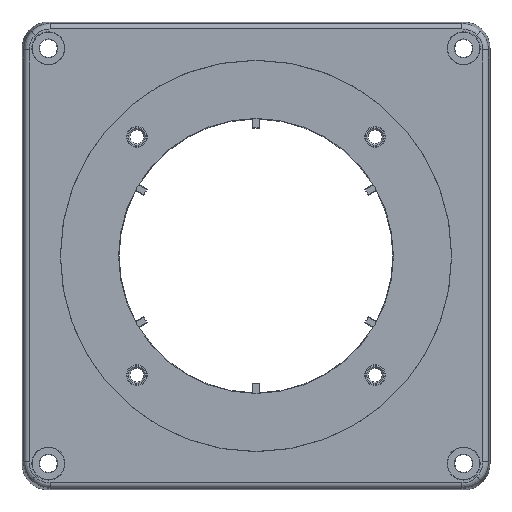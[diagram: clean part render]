
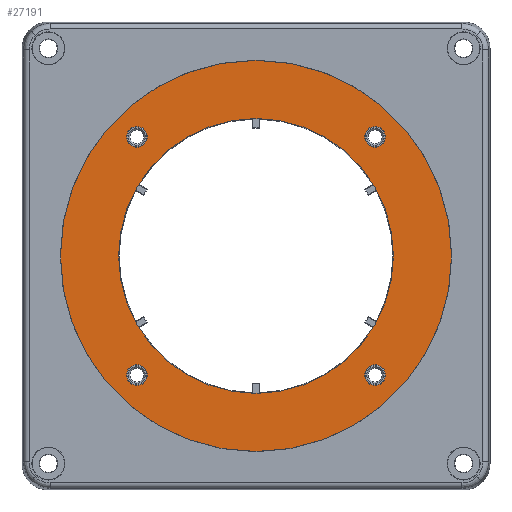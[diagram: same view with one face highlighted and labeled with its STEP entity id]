
A CAD part, top view. The second image highlights one B-rep face of the part: STEP entity #27191.
In plain terms, the highlighted planar face has unit normal (0, 0, 1).
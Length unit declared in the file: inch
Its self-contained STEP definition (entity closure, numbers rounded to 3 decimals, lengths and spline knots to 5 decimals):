
#1595 = DIRECTION ( 'NONE',  ( 1., 0., 0. ) ) ;
#2441 = CARTESIAN_POINT ( 'NONE',  ( 2.83668, 4.3717, 4.62007 ) ) ;
#2579 = DIRECTION ( 'NONE',  ( 0., 0., 1. ) ) ;
#3615 = CARTESIAN_POINT ( 'NONE',  ( 0.03654, 1.57155, 4.62007 ) ) ;
#4234 = AXIS2_PLACEMENT_3D ( 'NONE', #49753, #60544, #35584 ) ;
#4951 = DIRECTION ( 'NONE',  ( 1., 0., 0. ) ) ;
#5311 = DIRECTION ( 'NONE',  ( 1., 0., 0. ) ) ;
#5362 = CARTESIAN_POINT ( 'NONE',  ( 2.83668, 1.57155, 4.62007 ) ) ;
#5417 = EDGE_CURVE ( 'NONE', #61536, #57621, #11955, .T. ) ;
#6469 = CARTESIAN_POINT ( 'NONE',  ( -0.08509, 4.3717, 4.62007 ) ) ;
#6996 = CARTESIAN_POINT ( 'NONE',  ( 0.03654, 4.3717, 4.62007 ) ) ;
#7149 = VERTEX_POINT ( 'NONE', #6469 ) ;
#7283 = EDGE_CURVE ( 'NONE', #30470, #14501, #20832, .T. ) ;
#10199 = EDGE_CURVE ( 'NONE', #7149, #13229, #53449, .T. ) ;
#10335 = ORIENTED_EDGE ( 'NONE', *, *, #5417, .F. ) ;
#10960 = PLANE ( 'NONE',  #66493 ) ;
#11497 = CARTESIAN_POINT ( 'NONE',  ( 3.73525, 2.97163, 4.62007 ) ) ;
#11955 = CIRCLE ( 'NONE', #63727, 1.615 ) ;
#12282 = CARTESIAN_POINT ( 'NONE',  ( 2.83668, 4.3717, 4.62007 ) ) ;
#12791 = CARTESIAN_POINT ( 'NONE',  ( 2.71506, 1.57155, 4.62007 ) ) ;
#13229 = VERTEX_POINT ( 'NONE', #47220 ) ;
#13276 = DIRECTION ( 'NONE',  ( 1., 0., 0. ) ) ;
#14501 = VERTEX_POINT ( 'NONE', #20802 ) ;
#14858 = ORIENTED_EDGE ( 'NONE', *, *, #32493, .F. ) ;
#15504 = ORIENTED_EDGE ( 'NONE', *, *, #10199, .F. ) ;
#16453 = CARTESIAN_POINT ( 'NONE',  ( -0.86203, 2.97163, 4.62007 ) ) ;
#16524 = AXIS2_PLACEMENT_3D ( 'NONE', #41754, #51557, #5311 ) ;
#18663 = DIRECTION ( 'NONE',  ( 0., 0., 1. ) ) ;
#18937 = DIRECTION ( 'NONE',  ( 1., 0., 0. ) ) ;
#19518 = DIRECTION ( 'NONE',  ( 1., 0., 0. ) ) ;
#20193 = EDGE_LOOP ( 'NONE', ( #15504, #14858 ) ) ;
#20402 = CARTESIAN_POINT ( 'NONE',  ( 1.43661, 2.97163, 4.62007 ) ) ;
#20802 = CARTESIAN_POINT ( 'NONE',  ( 2.95831, 4.3717, 4.62007 ) ) ;
#20832 = CIRCLE ( 'NONE', #30562, 0.12163 ) ;
#21052 = VERTEX_POINT ( 'NONE', #21237 ) ;
#21237 = CARTESIAN_POINT ( 'NONE',  ( -0.08509, 1.57155, 4.62007 ) ) ;
#21249 = DIRECTION ( 'NONE',  ( 1., 0., 0. ) ) ;
#21408 = FACE_BOUND ( 'NONE', #65801, .T. ) ;
#21933 = CIRCLE ( 'NONE', #16524, 0.12163 ) ;
#23091 = DIRECTION ( 'NONE',  ( 1., 0., 0. ) ) ;
#23189 = VERTEX_POINT ( 'NONE', #43231 ) ;
#24273 = AXIS2_PLACEMENT_3D ( 'NONE', #43403, #63946, #1595 ) ;
#24308 = DIRECTION ( 'NONE',  ( 0., 0., 1. ) ) ;
#24464 = EDGE_CURVE ( 'NONE', #25974, #34020, #41592, .T. ) ;
#24482 = CIRCLE ( 'NONE', #41813, 1.615 ) ;
#24780 = CARTESIAN_POINT ( 'NONE',  ( 2.95831, 1.57155, 4.62007 ) ) ;
#24896 = EDGE_CURVE ( 'NONE', #14501, #30470, #36261, .T. ) ;
#25352 = CIRCLE ( 'NONE', #36186, 2.29864 ) ;
#25663 = ORIENTED_EDGE ( 'NONE', *, *, #24896, .F. ) ;
#25953 = DIRECTION ( 'NONE',  ( 0., 0., 1. ) ) ;
#25974 = VERTEX_POINT ( 'NONE', #11497 ) ;
#26067 = EDGE_LOOP ( 'NONE', ( #49745, #44191 ) ) ;
#26219 = DIRECTION ( 'NONE',  ( 1., 0., 0. ) ) ;
#26331 = CARTESIAN_POINT ( 'NONE',  ( -0.17839, 2.97163, 4.62007 ) ) ;
#27191 = ADVANCED_FACE ( 'NONE', ( #36692, #21408, #50847, #42076, #57269, #52201 ), #10960, .T. ) ;
#27516 = CIRCLE ( 'NONE', #65213, 0.12163 ) ;
#27901 = EDGE_LOOP ( 'NONE', ( #61064, #28323 ) ) ;
#27925 = DIRECTION ( 'NONE',  ( 0., 0., 1. ) ) ;
#28323 = ORIENTED_EDGE ( 'NONE', *, *, #47575, .T. ) ;
#28566 = DIRECTION ( 'NONE',  ( 0., 0., 1. ) ) ;
#28804 = CIRCLE ( 'NONE', #66514, 0.12163 ) ;
#29242 = DIRECTION ( 'NONE',  ( 1., 0., 0. ) ) ;
#30470 = VERTEX_POINT ( 'NONE', #31757 ) ;
#30562 = AXIS2_PLACEMENT_3D ( 'NONE', #12282, #18663, #13276 ) ;
#31735 = CARTESIAN_POINT ( 'NONE',  ( 1.43661, 2.97163, 4.62007 ) ) ;
#31757 = CARTESIAN_POINT ( 'NONE',  ( 2.71506, 4.3717, 4.62007 ) ) ;
#32493 = EDGE_CURVE ( 'NONE', #13229, #7149, #56798, .T. ) ;
#34020 = VERTEX_POINT ( 'NONE', #16453 ) ;
#34130 = EDGE_LOOP ( 'NONE', ( #41178, #10335 ) ) ;
#34904 = VERTEX_POINT ( 'NONE', #24780 ) ;
#35024 = EDGE_CURVE ( 'NONE', #58751, #34904, #50575, .T. ) ;
#35584 = DIRECTION ( 'NONE',  ( 1., 0., 0. ) ) ;
#35857 = DIRECTION ( 'NONE',  ( 0., 0., 1. ) ) ;
#36186 = AXIS2_PLACEMENT_3D ( 'NONE', #54777, #24308, #59468 ) ;
#36261 = CIRCLE ( 'NONE', #38429, 0.12163 ) ;
#36692 = FACE_BOUND ( 'NONE', #20193, .T. ) ;
#38429 = AXIS2_PLACEMENT_3D ( 'NONE', #2441, #25953, #19518 ) ;
#40334 = EDGE_CURVE ( 'NONE', #34904, #58751, #28804, .T. ) ;
#40729 = DIRECTION ( 'NONE',  ( 0., 0., 1. ) ) ;
#41178 = ORIENTED_EDGE ( 'NONE', *, *, #50570, .F. ) ;
#41592 = CIRCLE ( 'NONE', #24273, 2.29864 ) ;
#41754 = CARTESIAN_POINT ( 'NONE',  ( 0.03654, 1.57155, 4.62007 ) ) ;
#41779 = ORIENTED_EDGE ( 'NONE', *, *, #40334, .F. ) ;
#41813 = AXIS2_PLACEMENT_3D ( 'NONE', #64931, #2579, #23091 ) ;
#42076 = FACE_BOUND ( 'NONE', #59293, .T. ) ;
#43231 = CARTESIAN_POINT ( 'NONE',  ( 0.15817, 1.57155, 4.62007 ) ) ;
#43403 = CARTESIAN_POINT ( 'NONE',  ( 1.43661, 2.97163, 4.62007 ) ) ;
#44191 = ORIENTED_EDGE ( 'NONE', *, *, #63804, .F. ) ;
#46614 = EDGE_CURVE ( 'NONE', #21052, #23189, #21933, .T. ) ;
#47220 = CARTESIAN_POINT ( 'NONE',  ( 0.15817, 4.3717, 4.62007 ) ) ;
#47575 = EDGE_CURVE ( 'NONE', #34020, #25974, #25352, .T. ) ;
#49745 = ORIENTED_EDGE ( 'NONE', *, *, #46614, .F. ) ;
#49753 = CARTESIAN_POINT ( 'NONE',  ( 2.83668, 1.57155, 4.62007 ) ) ;
#50224 = CARTESIAN_POINT ( 'NONE',  ( 3.05161, 2.97163, 4.62007 ) ) ;
#50387 = CARTESIAN_POINT ( 'NONE',  ( 0.03654, 4.3717, 4.62007 ) ) ;
#50570 = EDGE_CURVE ( 'NONE', #57621, #61536, #24482, .T. ) ;
#50575 = CIRCLE ( 'NONE', #4234, 0.12163 ) ;
#50847 = FACE_BOUND ( 'NONE', #26067, .T. ) ;
#51557 = DIRECTION ( 'NONE',  ( 0., 0., 1. ) ) ;
#52201 = FACE_OUTER_BOUND ( 'NONE', #27901, .T. ) ;
#53449 = CIRCLE ( 'NONE', #63092, 0.12163 ) ;
#54777 = CARTESIAN_POINT ( 'NONE',  ( 1.43661, 2.97163, 4.62007 ) ) ;
#56561 = ORIENTED_EDGE ( 'NONE', *, *, #7283, .F. ) ;
#56798 = CIRCLE ( 'NONE', #65314, 0.12163 ) ;
#57269 = FACE_BOUND ( 'NONE', #34130, .T. ) ;
#57346 = DIRECTION ( 'NONE',  ( 0., 0., 1. ) ) ;
#57621 = VERTEX_POINT ( 'NONE', #50224 ) ;
#57689 = ORIENTED_EDGE ( 'NONE', *, *, #35024, .F. ) ;
#58751 = VERTEX_POINT ( 'NONE', #12791 ) ;
#59293 = EDGE_LOOP ( 'NONE', ( #56561, #25663 ) ) ;
#59468 = DIRECTION ( 'NONE',  ( 1., 0., 0. ) ) ;
#60544 = DIRECTION ( 'NONE',  ( 0., 0., 1. ) ) ;
#60854 = DIRECTION ( 'NONE',  ( 0., 0., 1. ) ) ;
#61064 = ORIENTED_EDGE ( 'NONE', *, *, #24464, .T. ) ;
#61536 = VERTEX_POINT ( 'NONE', #26331 ) ;
#63092 = AXIS2_PLACEMENT_3D ( 'NONE', #6996, #28566, #63983 ) ;
#63727 = AXIS2_PLACEMENT_3D ( 'NONE', #31735, #35857, #21249 ) ;
#63804 = EDGE_CURVE ( 'NONE', #23189, #21052, #27516, .T. ) ;
#63946 = DIRECTION ( 'NONE',  ( 0., 0., 1. ) ) ;
#63983 = DIRECTION ( 'NONE',  ( 1., 0., 0. ) ) ;
#64931 = CARTESIAN_POINT ( 'NONE',  ( 1.43661, 2.97163, 4.62007 ) ) ;
#65213 = AXIS2_PLACEMENT_3D ( 'NONE', #3615, #27925, #29242 ) ;
#65314 = AXIS2_PLACEMENT_3D ( 'NONE', #50387, #60854, #18937 ) ;
#65801 = EDGE_LOOP ( 'NONE', ( #57689, #41779 ) ) ;
#66493 = AXIS2_PLACEMENT_3D ( 'NONE', #20402, #40729, #4951 ) ;
#66514 = AXIS2_PLACEMENT_3D ( 'NONE', #5362, #57346, #26219 ) ;
